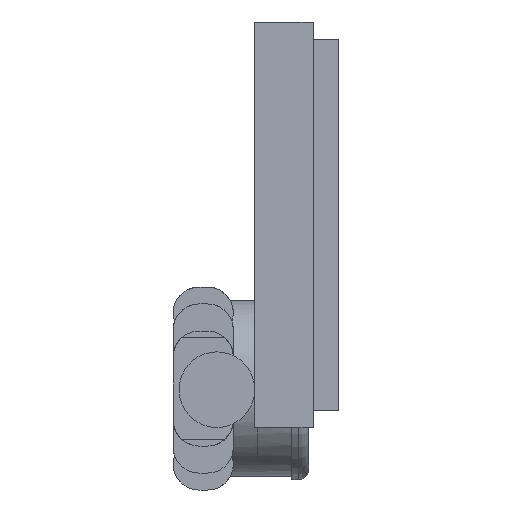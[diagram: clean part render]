
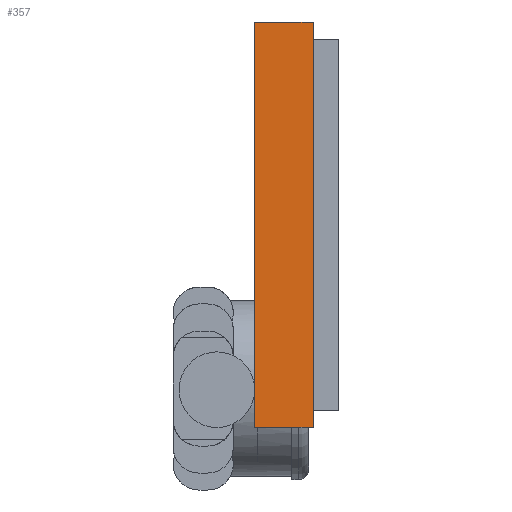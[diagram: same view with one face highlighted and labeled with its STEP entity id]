
A CAD part, left-side view. The second image highlights one B-rep face of the part: STEP entity #357.
In plain terms, the highlighted planar face has unit normal (-1, 0, 0).
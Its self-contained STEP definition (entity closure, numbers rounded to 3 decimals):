
#87 = DIRECTION ( 'NONE',  ( 0., 0., 1. ) ) ;
#101 = CARTESIAN_POINT ( 'NONE',  ( -35.001, 0., -2.997 ) ) ;
#290 = CARTESIAN_POINT ( 'NONE',  ( -35.001, -0.864, 2.997 ) ) ;
#323 = VERTEX_POINT ( 'NONE', #1201 ) ;
#357 = ADVANCED_FACE ( 'NONE', ( #3731 ), #1952, .T. ) ;
#579 = VERTEX_POINT ( 'NONE', #2668 ) ;
#958 = EDGE_LOOP ( 'NONE', ( #4067, #3335, #2075, #3818 ) ) ;
#963 = DIRECTION ( 'NONE',  ( 0., 0., 1. ) ) ;
#969 = LINE ( 'NONE', #290, #1810 ) ;
#1127 = DIRECTION ( 'NONE',  ( 0., 1., 0. ) ) ;
#1156 = LINE ( 'NONE', #2160, #1743 ) ;
#1201 = CARTESIAN_POINT ( 'NONE',  ( -35.001, 0., 2.997 ) ) ;
#1302 = CARTESIAN_POINT ( 'NONE',  ( -35.001, -0.864, -2.997 ) ) ;
#1364 = CARTESIAN_POINT ( 'NONE',  ( -35.001, -0.864, 2.997 ) ) ;
#1464 = LINE ( 'NONE', #1570, #2544 ) ;
#1549 = EDGE_CURVE ( 'NONE', #2316, #323, #2697, .T. ) ;
#1570 = CARTESIAN_POINT ( 'NONE',  ( -35.001, -0.864, -2.997 ) ) ;
#1743 = VECTOR ( 'NONE', #1867, 1000. ) ;
#1769 = EDGE_CURVE ( 'NONE', #2610, #323, #969, .T. ) ;
#1810 = VECTOR ( 'NONE', #3182, 1000. ) ;
#1867 = DIRECTION ( 'NONE',  ( 0., 0., 1. ) ) ;
#1952 = PLANE ( 'NONE',  #2254 ) ;
#1964 = VECTOR ( 'NONE', #87, 1000. ) ;
#2075 = ORIENTED_EDGE ( 'NONE', *, *, #2955, .T. ) ;
#2160 = CARTESIAN_POINT ( 'NONE',  ( -35.001, -0.864, -2.997 ) ) ;
#2254 = AXIS2_PLACEMENT_3D ( 'NONE', #1302, #3485, #963 ) ;
#2316 = VERTEX_POINT ( 'NONE', #3596 ) ;
#2459 = EDGE_CURVE ( 'NONE', #579, #2316, #1464, .T. ) ;
#2544 = VECTOR ( 'NONE', #1127, 1000. ) ;
#2610 = VERTEX_POINT ( 'NONE', #1364 ) ;
#2668 = CARTESIAN_POINT ( 'NONE',  ( -35.001, -0.864, -2.997 ) ) ;
#2697 = LINE ( 'NONE', #101, #1964 ) ;
#2955 = EDGE_CURVE ( 'NONE', #579, #2610, #1156, .T. ) ;
#3182 = DIRECTION ( 'NONE',  ( 0., 1., 0. ) ) ;
#3335 = ORIENTED_EDGE ( 'NONE', *, *, #2459, .F. ) ;
#3485 = DIRECTION ( 'NONE',  ( -1., 0., 0. ) ) ;
#3596 = CARTESIAN_POINT ( 'NONE',  ( -35.001, 0., -2.997 ) ) ;
#3731 = FACE_OUTER_BOUND ( 'NONE', #958, .T. ) ;
#3818 = ORIENTED_EDGE ( 'NONE', *, *, #1769, .T. ) ;
#4067 = ORIENTED_EDGE ( 'NONE', *, *, #1549, .F. ) ;
